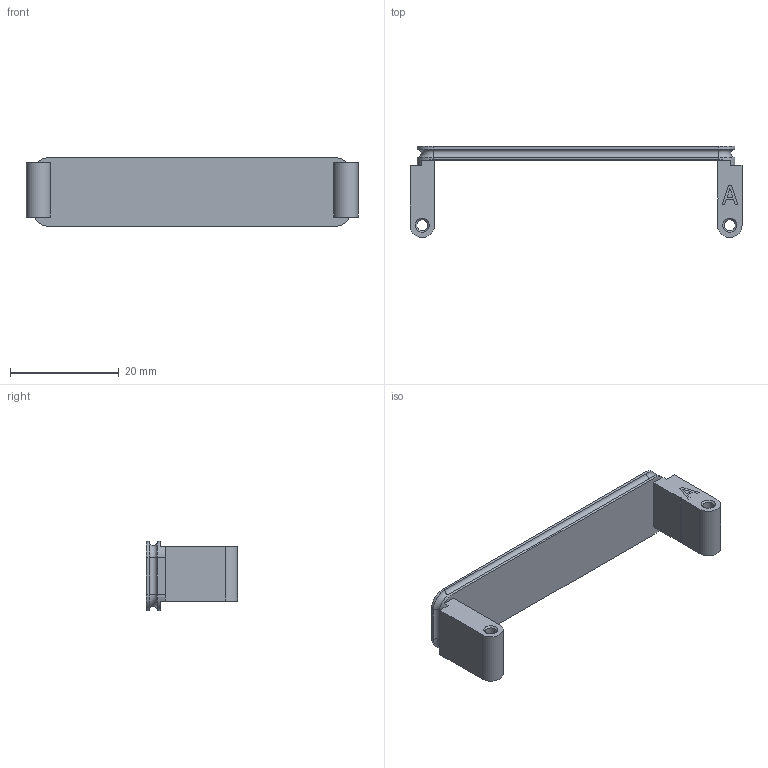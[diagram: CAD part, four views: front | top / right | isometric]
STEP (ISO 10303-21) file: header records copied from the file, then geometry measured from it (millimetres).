
FILE_DESCRIPTION((''),'2;1');
FILE_NAME('XFM85-0001.stp','2010-08-30T17:21:30',('mtravers'),(''),'Autodesk Inventor 2010','Autodesk Inventor 2010','');
FILE_SCHEMA(('AUTOMOTIVE_DESIGN { 1 0 10303 214 1 1 1 1 }'));
Length unit declared in the file: millimetre
Products named in the file (1): XFM85-0001
Bounding box: 61.05 x 16.75 x 12.7 mm (x, y, z)
Volume: 2859.8 mm3; surface area: 2861.7 mm2
Topology: 1 solids, 1 shells, 71 faces, 180 edges, 114 vertices
Faces by surface type: plane 47, cylinder 14, cone 4, torus 4, bspline 2
Entity records: 2122 total; most frequent: CARTESIAN_POINT 390, DIRECTION 352, ORIENTED_EDGE 344, EDGE_CURVE 172, VECTOR 132, LINE 132, VERTEX_POINT 112, AXIS2_PLACEMENT_3D 110
